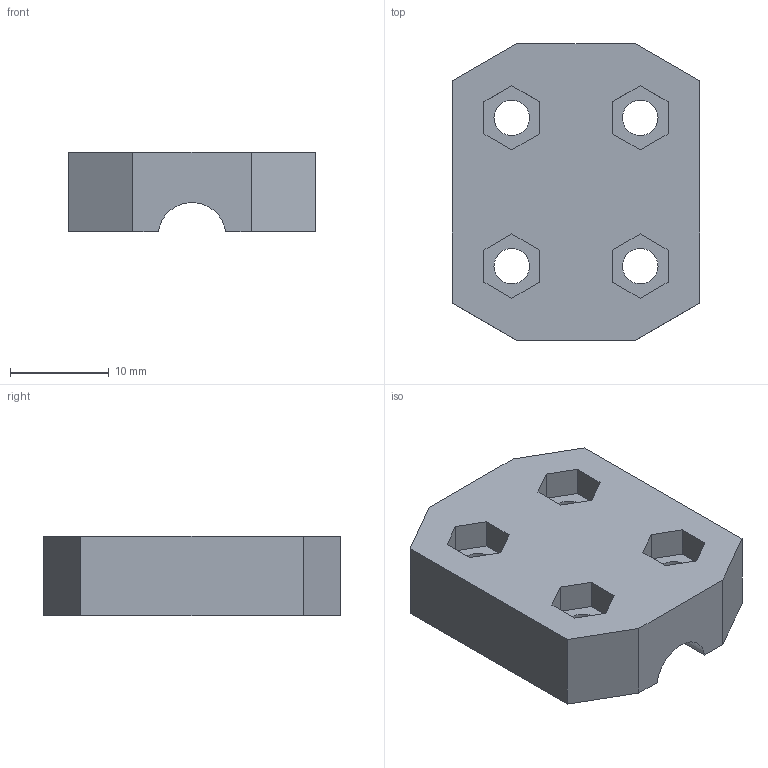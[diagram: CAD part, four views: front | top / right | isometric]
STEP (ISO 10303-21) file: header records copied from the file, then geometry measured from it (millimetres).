
FILE_DESCRIPTION (( 'STEP AP203' ), '1' );
FILE_NAME ('Coupling-hex_recess.STEP', '2015-07-27T15:19:43', ( '' ), ( '' ), 'SwSTEP 2.0', 'SolidWorks 2015', '' );
FILE_SCHEMA (( 'CONFIG_CONTROL_DESIGN' ));
Length unit declared in the file: millimetre
Products named in the file (1): Coupling-hex_recess
Bounding box: 25 x 30 x 8 mm (x, y, z)
Volume: 4546.3 mm3; surface area: 2641.1 mm2
Topology: 1 solids, 1 shells, 51 faces, 135 edges, 90 vertices
Faces by surface type: plane 40, cylinder 11
Entity records: 1664 total; most frequent: CARTESIAN_POINT 277, ORIENTED_EDGE 270, DIRECTION 261, EDGE_CURVE 135, VECTOR 113, LINE 113, VERTEX_POINT 90, AXIS2_PLACEMENT_3D 74
